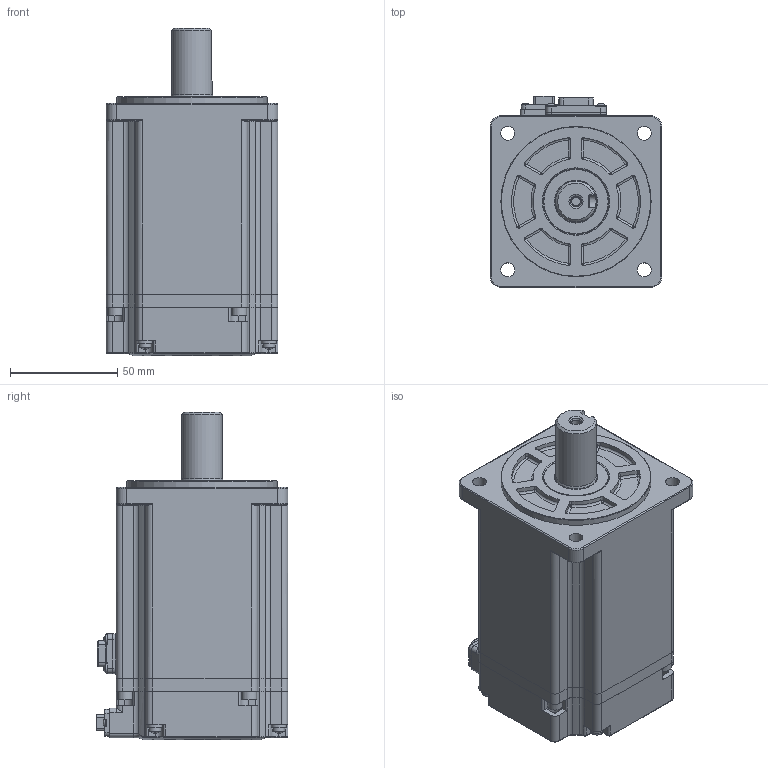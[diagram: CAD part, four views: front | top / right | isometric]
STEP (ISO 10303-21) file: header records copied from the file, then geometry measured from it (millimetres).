
FILE_DESCRIPTION (( 'STEP AP203' ), '1' );
FILE_NAME ('MS6S-80-B3-03230-蚾饜芞.STEP', '2021-10-20T11:07:24', ( '' ), ( '' ), 'SwSTEP 2.0', 'SolidWorks 2016', '' );
FILE_SCHEMA (( 'CONFIG_CONTROL_DESIGN' ));
Length unit declared in the file: millimetre
Products named in the file (1): MS6S-80-B3-03230-蚾饜芞
Bounding box: 80 x 89.3 x 152.6 mm (x, y, z)
Surface area: 64259.4 mm2 (no closed solid volume)
Topology: 0 solids, 49 shells, 809 faces, 2681 edges, 1883 vertices
Faces by surface type: plane 381, cylinder 278, torus 83, sphere 32, bspline 18, cone 17
Full cylindrical faces by diameter (mm): 1.6 x2, 2.1 x4, 3.5 x2, 4 x4, 4.2 x1, 5.6 x4, 6.5 x4, 7 x8, 19 x1, 19.8 x1, 20 x1, 26.9 x1, 30 x1, 42 x1, 70 x1
Entity records: 29714 total; most frequent: CARTESIAN_POINT 6581, DIRECTION 5051, ORIENTED_EDGE 4174, EDGE_CURVE 2577, VERTEX_POINT 1854, AXIS2_PLACEMENT_3D 1778, VECTOR 1495, LINE 1495
